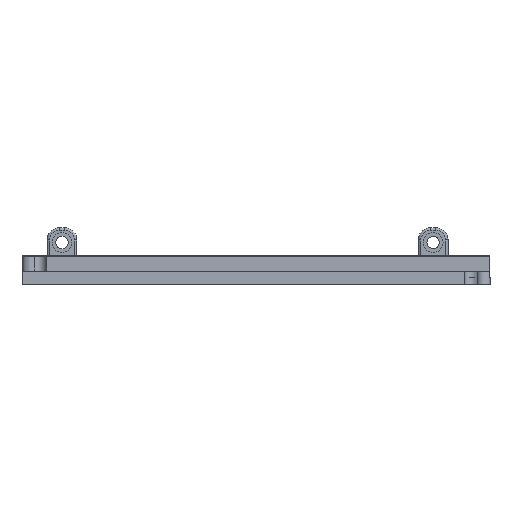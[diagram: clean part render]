
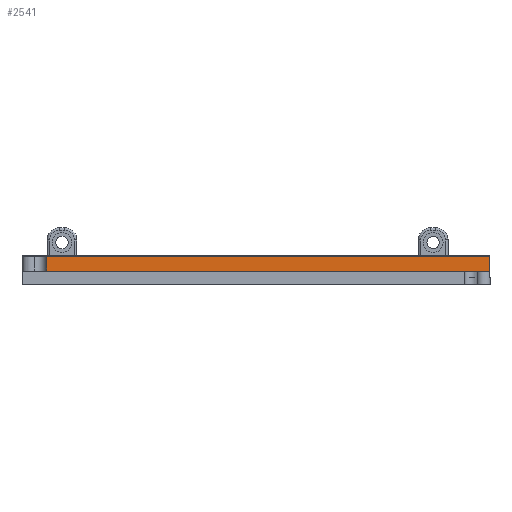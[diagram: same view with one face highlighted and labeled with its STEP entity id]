
A CAD part, left-side view. The second image highlights one B-rep face of the part: STEP entity #2541.
In plain terms, the highlighted planar face has unit normal (-1, 0, 0).
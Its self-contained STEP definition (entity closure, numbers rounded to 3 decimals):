
#363=FACE_OUTER_BOUND('',#519,.T.);
#519=EDGE_LOOP('',(#2198,#2199,#2200,#2201));
#550=LINE('',#3665,#780);
#750=LINE('',#4317,#980);
#751=LINE('',#4321,#981);
#752=LINE('',#4322,#982);
#780=VECTOR('',#2868,10.);
#980=VECTOR('',#3552,10.);
#981=VECTOR('',#3557,10.);
#982=VECTOR('',#3558,10.);
#1008=VERTEX_POINT('',#3659);
#1010=VERTEX_POINT('',#3663);
#1220=VERTEX_POINT('',#4315);
#1221=VERTEX_POINT('',#4320);
#1246=EDGE_CURVE('',#1008,#1010,#550,.T.);
#1570=EDGE_CURVE('',#1010,#1220,#750,.T.);
#1572=EDGE_CURVE('',#1220,#1221,#751,.T.);
#1573=EDGE_CURVE('',#1008,#1221,#752,.T.);
#2198=ORIENTED_EDGE('',*,*,#1572,.T.);
#2199=ORIENTED_EDGE('',*,*,#1573,.F.);
#2200=ORIENTED_EDGE('',*,*,#1246,.T.);
#2201=ORIENTED_EDGE('',*,*,#1570,.T.);
#2408=PLANE('',#2820);
#2541=ADVANCED_FACE('',(#363),#2408,.T.);
#2820=AXIS2_PLACEMENT_3D('',#4319,#3555,#3556);
#2868=DIRECTION('',(0.,0.,1.));
#3552=DIRECTION('',(0.,1.,0.));
#3555=DIRECTION('center_axis',(-1.,0.,0.));
#3556=DIRECTION('ref_axis',(0.,0.,1.));
#3557=DIRECTION('',(0.,0.,-1.));
#3558=DIRECTION('',(0.,1.,0.));
#3659=CARTESIAN_POINT('',(-66.55,278.774,5.4));
#3663=CARTESIAN_POINT('',(-66.55,278.774,11.15));
#3665=CARTESIAN_POINT('',(-66.55,278.774,8.5));
#4315=CARTESIAN_POINT('',(-66.55,457.672,11.15));
#4317=CARTESIAN_POINT('',(-66.55,0.,11.15));
#4319=CARTESIAN_POINT('Origin',(-66.55,0.,5.4));
#4320=CARTESIAN_POINT('',(-66.55,457.672,5.4));
#4321=CARTESIAN_POINT('',(-66.55,457.672,11.6));
#4322=CARTESIAN_POINT('',(-66.55,0.,5.4));
